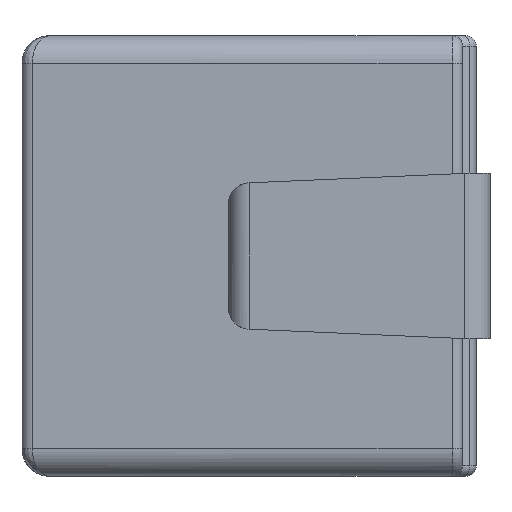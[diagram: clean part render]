
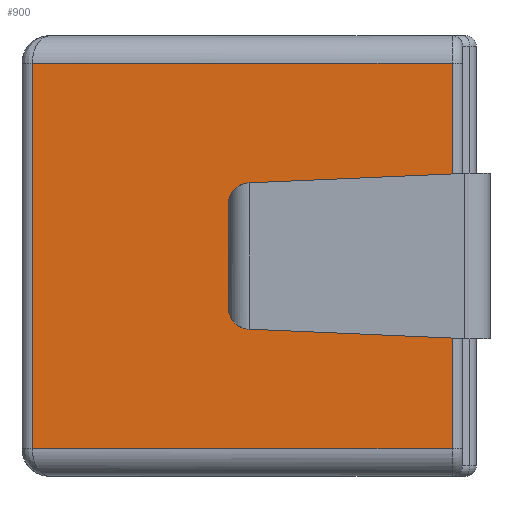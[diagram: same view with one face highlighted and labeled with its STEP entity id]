
A CAD part, left-side view. The second image highlights one B-rep face of the part: STEP entity #900.
In plain terms, the highlighted planar face has unit normal (-1, 0, 0).
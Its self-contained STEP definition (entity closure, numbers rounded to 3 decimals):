
#18 = EDGE_CURVE ( 'NONE', #1676, #2018, #201, .T. ) ;
#49 = VERTEX_POINT ( 'NONE', #1460 ) ;
#201 = LINE ( 'NONE', #832, #1968 ) ;
#223 = VECTOR ( 'NONE', #423, 1000. ) ;
#260 = LINE ( 'NONE', #1545, #223 ) ;
#267 = ORIENTED_EDGE ( 'NONE', *, *, #18, .T. ) ;
#318 = EDGE_LOOP ( 'NONE', ( #955, #1771, #1120, #267 ) ) ;
#395 = AXIS2_PLACEMENT_3D ( 'NONE', #2023, #1396, #625 ) ;
#423 = DIRECTION ( 'NONE',  ( 0., -1., 0. ) ) ;
#499 = DIRECTION ( 'NONE',  ( 0., 0., 1. ) ) ;
#553 = LINE ( 'NONE', #1827, #1490 ) ;
#561 = CARTESIAN_POINT ( 'NONE',  ( -2.1, 0.275, 1.4 ) ) ;
#592 = LINE ( 'NONE', #1229, #1547 ) ;
#625 = DIRECTION ( 'NONE',  ( 0., 0., 1. ) ) ;
#832 = CARTESIAN_POINT ( 'NONE',  ( -2.1, 0.275, 1.6 ) ) ;
#894 = FACE_OUTER_BOUND ( 'NONE', #318, .T. ) ;
#900 = ADVANCED_FACE ( 'NONE', ( #894 ), #1718, .T. ) ;
#916 = EDGE_CURVE ( 'NONE', #49, #1676, #260, .T. ) ;
#943 = EDGE_CURVE ( 'NONE', #1677, #49, #592, .T. ) ;
#955 = ORIENTED_EDGE ( 'NONE', *, *, #1255, .T. ) ;
#1120 = ORIENTED_EDGE ( 'NONE', *, *, #916, .T. ) ;
#1229 = CARTESIAN_POINT ( 'NONE',  ( -2.1, 3.325, -1.4 ) ) ;
#1255 = EDGE_CURVE ( 'NONE', #2018, #1677, #553, .T. ) ;
#1311 = CARTESIAN_POINT ( 'NONE',  ( -2.1, 0.275, -1.4 ) ) ;
#1367 = DIRECTION ( 'NONE',  ( 0., 1., 0. ) ) ;
#1396 = DIRECTION ( 'NONE',  ( -1., 0., 0. ) ) ;
#1460 = CARTESIAN_POINT ( 'NONE',  ( -2.1, 3.325, -1.4 ) ) ;
#1490 = VECTOR ( 'NONE', #1367, 1000. ) ;
#1545 = CARTESIAN_POINT ( 'NONE',  ( -2.1, 0.2, -1.4 ) ) ;
#1547 = VECTOR ( 'NONE', #1844, 1000. ) ;
#1584 = CARTESIAN_POINT ( 'NONE',  ( -2.1, 3.325, 1.4 ) ) ;
#1676 = VERTEX_POINT ( 'NONE', #1311 ) ;
#1677 = VERTEX_POINT ( 'NONE', #1584 ) ;
#1718 = PLANE ( 'NONE',  #395 ) ;
#1771 = ORIENTED_EDGE ( 'NONE', *, *, #943, .T. ) ;
#1827 = CARTESIAN_POINT ( 'NONE',  ( -2.1, 0.2, 1.4 ) ) ;
#1844 = DIRECTION ( 'NONE',  ( 0., 0., -1. ) ) ;
#1968 = VECTOR ( 'NONE', #499, 1000. ) ;
#2018 = VERTEX_POINT ( 'NONE', #561 ) ;
#2023 = CARTESIAN_POINT ( 'NONE',  ( -2.1, 0.2, 1.6 ) ) ;
